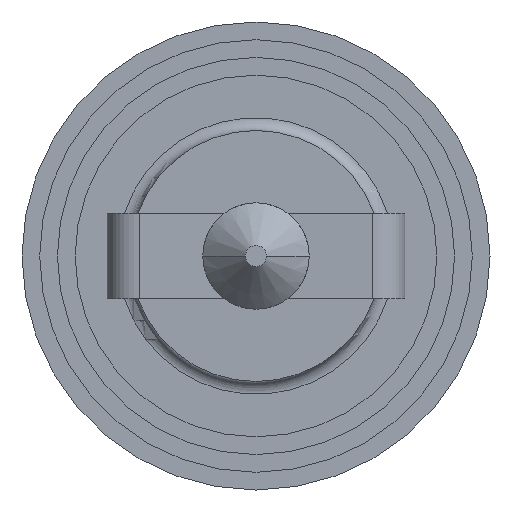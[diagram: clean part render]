
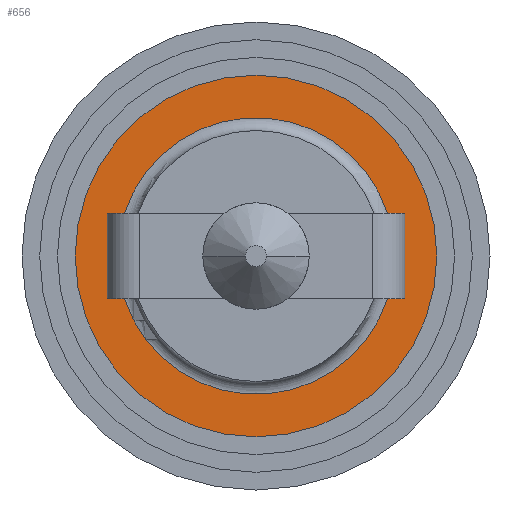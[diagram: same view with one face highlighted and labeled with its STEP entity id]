
A CAD part, left-side view. The second image highlights one B-rep face of the part: STEP entity #656.
In plain terms, the highlighted planar face has unit normal (-1, 0, 0).
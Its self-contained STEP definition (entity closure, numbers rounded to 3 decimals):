
#9=CARTESIAN_POINT('',(0.,0.,0.));
#10=DIRECTION('',(1.,0.,0.));
#11=DIRECTION('',(0.,0.951,0.308));
#12=AXIS2_PLACEMENT_3D('',#9,#10,#11);
#19=CARTESIAN_POINT('',(0.,0.,0.));
#20=DIRECTION('',(1.,0.,0.));
#21=DIRECTION('',(0.,1.,0.));
#22=AXIS2_PLACEMENT_3D('',#19,#20,#21);
#24=CARTESIAN_POINT('',(0.,0.,0.));
#25=DIRECTION('',(-1.,0.,0.));
#26=DIRECTION('',(0.,1.,0.));
#27=AXIS2_PLACEMENT_3D('',#24,#25,#26);
#29=DIRECTION('',(0.,1.,0.));
#30=VECTOR('',#29,0.078);
#31=CARTESIAN_POINT('',(0.,6.185,2.));
#32=LINE('',#31,#30);
#33=DIRECTION('',(0.,0.,1.));
#34=VECTOR('',#33,4.);
#35=CARTESIAN_POINT('',(0.,6.262,-2.));
#36=LINE('',#35,#34);
#37=DIRECTION('',(0.,1.,0.));
#38=VECTOR('',#37,0.078);
#39=CARTESIAN_POINT('',(0.,6.185,-2.));
#40=LINE('',#39,#38);
#41=DIRECTION('',(0.,1.,0.));
#42=VECTOR('',#41,0.078);
#43=CARTESIAN_POINT('',(0.,-6.262,-2.));
#44=LINE('',#43,#42);
#45=DIRECTION('',(0.,0.,1.));
#46=VECTOR('',#45,4.);
#47=CARTESIAN_POINT('',(0.,-6.262,-2.));
#48=LINE('',#47,#46);
#49=DIRECTION('',(0.,1.,0.));
#50=VECTOR('',#49,0.078);
#51=CARTESIAN_POINT('',(0.,-6.262,2.));
#52=LINE('',#51,#50);
#211=CARTESIAN_POINT('',(0.,-6.185,2.));
#238=CARTESIAN_POINT('',(0.,6.185,2.));
#257=CARTESIAN_POINT('',(0.,6.185,-2.));
#284=CARTESIAN_POINT('',(0.,-6.185,-2.));
#299=CARTESIAN_POINT('',(0.,0.,0.));
#300=DIRECTION('',(1.,0.,0.));
#301=DIRECTION('',(0.,-0.951,-0.308));
#302=AXIS2_PLACEMENT_3D('',#299,#300,#301);
#492=CARTESIAN_POINT('',(0.,8.5,0.));
#494=VERTEX_POINT('',#492);
#508=CARTESIAN_POINT('',(0.,-8.5,0.));
#510=VERTEX_POINT('',#508);
#571=CARTESIAN_POINT('',(0.,-6.262,-2.));
#572=CARTESIAN_POINT('',(0.,-6.262,2.));
#573=VERTEX_POINT('',#571);
#574=VERTEX_POINT('',#572);
#575=CARTESIAN_POINT('',(0.,6.262,-2.));
#576=CARTESIAN_POINT('',(0.,6.262,2.));
#577=VERTEX_POINT('',#575);
#578=VERTEX_POINT('',#576);
#589=VERTEX_POINT('',#211);
#592=VERTEX_POINT('',#238);
#593=VERTEX_POINT('',#257);
#596=VERTEX_POINT('',#284);
#628=CARTESIAN_POINT('',(0.,0.,0.));
#629=DIRECTION('',(1.,0.,0.));
#630=DIRECTION('',(0.,-1.,0.));
#631=AXIS2_PLACEMENT_3D('',#628,#629,#630);
#632=PLANE('',#631);
#634=ORIENTED_EDGE('',*,*,#633,.T.);
#636=ORIENTED_EDGE('',*,*,#635,.F.);
#637=EDGE_LOOP('',(#634,#636));
#638=FACE_OUTER_BOUND('',#637,.F.);
#639=ORIENTED_EDGE('',*,*,#618,.F.);
#641=ORIENTED_EDGE('',*,*,#640,.T.);
#643=ORIENTED_EDGE('',*,*,#642,.F.);
#645=ORIENTED_EDGE('',*,*,#644,.F.);
#647=ORIENTED_EDGE('',*,*,#646,.F.);
#649=ORIENTED_EDGE('',*,*,#648,.F.);
#651=ORIENTED_EDGE('',*,*,#650,.T.);
#653=ORIENTED_EDGE('',*,*,#652,.T.);
#654=EDGE_LOOP('',(#639,#641,#643,#645,#647,#649,#651,#653));
#655=FACE_BOUND('',#654,.F.);
#656=ADVANCED_FACE('',(#638,#655),#632,.F.);
#13=CIRCLE('',#12,6.5);
#23=CIRCLE('',#22,8.5);
#28=CIRCLE('',#27,8.5);
#303=CIRCLE('',#302,6.5);
#618=EDGE_CURVE('',#592,#589,#13,.T.);
#633=EDGE_CURVE('',#494,#510,#23,.T.);
#635=EDGE_CURVE('',#494,#510,#28,.T.);
#640=EDGE_CURVE('',#592,#578,#32,.T.);
#642=EDGE_CURVE('',#577,#578,#36,.T.);
#644=EDGE_CURVE('',#593,#577,#40,.T.);
#646=EDGE_CURVE('',#596,#593,#303,.T.);
#648=EDGE_CURVE('',#573,#596,#44,.T.);
#650=EDGE_CURVE('',#573,#574,#48,.T.);
#652=EDGE_CURVE('',#574,#589,#52,.T.);
